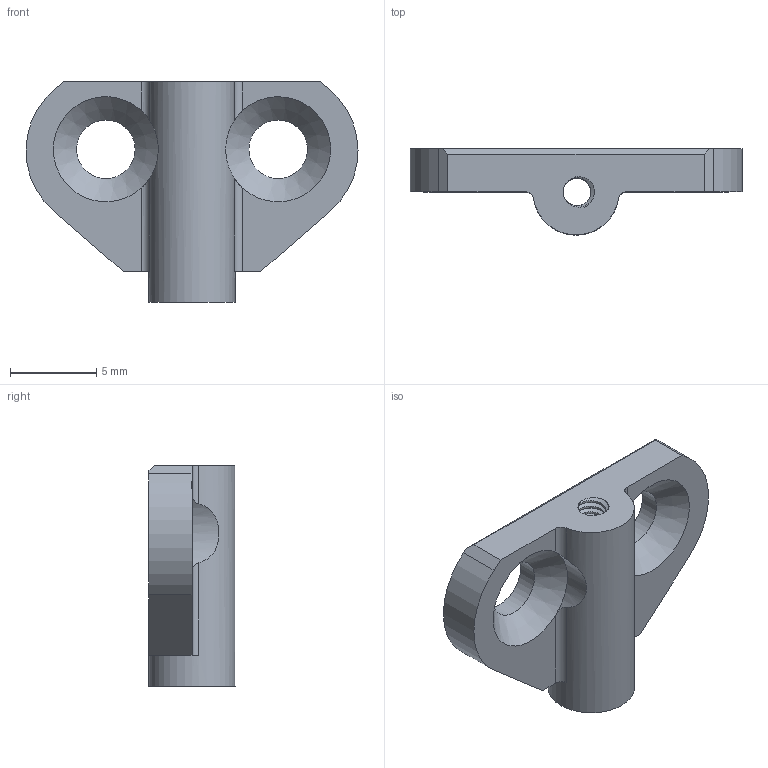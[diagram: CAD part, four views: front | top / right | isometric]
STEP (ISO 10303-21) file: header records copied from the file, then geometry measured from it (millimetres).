
FILE_DESCRIPTION(('FreeCAD Model'),'2;1');
FILE_NAME('Open CASCADE Shape Model','2023-08-24T19:48:08',(''),(''), 'Open CASCADE STEP processor 7.6','FreeCAD','Unknown');
FILE_SCHEMA(('AUTOMOTIVE_DESIGN { 1 0 10303 214 1 1 1 1 }'));
Length unit declared in the file: millimetre
Products named in the file (1): Pocket053032687
Bounding box: 19.27 x 5 x 12.8 mm (x, y, z)
Volume: 483.1 mm3; surface area: 673.2 mm2
Topology: 1 solids, 1 shells, 158 faces, 340 edges, 182 vertices
Faces by surface type: bspline 99, cylinder 44, plane 12, cone 3
Full cylindrical faces by diameter (mm): 1.619 x31, 3.4 x2, 5 x1
Entity records: 28454 total; most frequent: CARTESIAN_POINT 22833, ORIENTED_EDGE 680, PCURVE 680, DEFINITIONAL_REPRESENTATION 680, B_SPLINE_CURVE_WITH_KNOTS 589, DIRECTION 566, LINE 383, VECTOR 383
